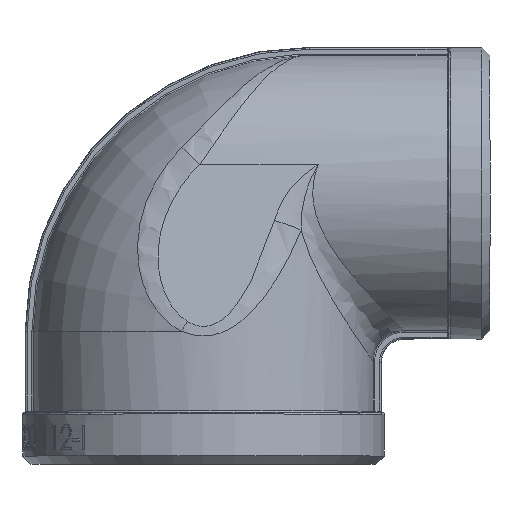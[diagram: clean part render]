
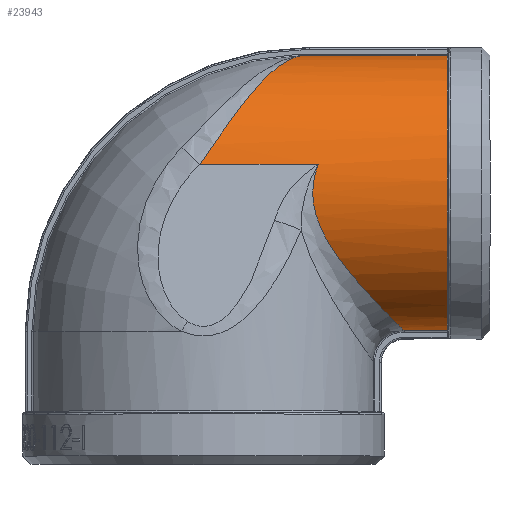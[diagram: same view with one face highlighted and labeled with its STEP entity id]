
A CAD part, top view. The second image highlights one B-rep face of the part: STEP entity #23943.
In plain terms, the highlighted cylindrical face has radius 26.75 mm (diameter 53.5 mm), a partial arc.
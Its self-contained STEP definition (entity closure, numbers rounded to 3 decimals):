
#1703 = LINE ( 'NONE', #1798, #11010 ) ;
#1761 = CARTESIAN_POINT ( 'NONE',  ( 21.833, 4.459, 26.399 ) ) ;
#1765 = CARTESIAN_POINT ( 'NONE',  ( 21.217, 2.235, 26.73 ) ) ;
#1766 = CARTESIAN_POINT ( 'NONE',  ( 47.2, 0., 0. ) ) ;
#1769 = CARTESIAN_POINT ( 'NONE',  ( 38.852, -26.606, 2.769 ) ) ;
#1770 = CARTESIAN_POINT ( 'NONE',  ( 30.89, -18.454, 19.682 ) ) ;
#1776 = DIRECTION ( 'NONE',  ( -1., 0., 0. ) ) ;
#1781 = DIRECTION ( 'NONE',  ( 0., 0., 1. ) ) ;
#1785 = CARTESIAN_POINT ( 'NONE',  ( 38.621, -26.381, 4.926 ) ) ;
#1786 = CARTESIAN_POINT ( 'NONE',  ( 34.687, -22.47, 14.964 ) ) ;
#1787 = CARTESIAN_POINT ( 'NONE',  ( 26.79, -13.594, 23.298 ) ) ;
#1788 = CARTESIAN_POINT ( 'NONE',  ( 22.969, -7.948, 25.811 ) ) ;
#1790 = CARTESIAN_POINT ( 'NONE',  ( 37.591, -25.379, 9.256 ) ) ;
#1791 = CARTESIAN_POINT ( 'NONE',  ( 21.04, -2.403, 26.819 ) ) ;
#1792 = CARTESIAN_POINT ( 'NONE',  ( 22.234, 5.536, 26.171 ) ) ;
#1798 = CARTESIAN_POINT ( 'NONE',  ( 27.75, 5.536, 26.171 ) ) ;
#1800 = DIRECTION ( 'NONE',  ( 1., 0., 0. ) ) ;
#7345 = VERTEX_POINT ( 'NONE', #17358 ) ;
#7400 = VERTEX_POINT ( 'NONE', #17503 ) ;
#7423 = VERTEX_POINT ( 'NONE', #17513 ) ;
#7427 = VERTEX_POINT ( 'NONE', #17478 ) ;
#7433 = VERTEX_POINT ( 'NONE', #17543 ) ;
#7452 = VERTEX_POINT ( 'NONE', #17607 ) ;
#7573 = EDGE_LOOP ( 'NONE', ( #7835, #7808, #7788, #7815, #7880, #7892 ) ) ;
#7788 = ORIENTED_EDGE ( 'NONE', *, *, #25187, .F. ) ;
#7808 = ORIENTED_EDGE ( 'NONE', *, *, #25199, .T. ) ;
#7815 = ORIENTED_EDGE ( 'NONE', *, *, #25274, .T. ) ;
#7835 = ORIENTED_EDGE ( 'NONE', *, *, #25271, .T. ) ;
#7880 = ORIENTED_EDGE ( 'NONE', *, *, #25272, .F. ) ;
#7892 = ORIENTED_EDGE ( 'NONE', *, *, #25232, .T. ) ;
#10961 = VECTOR ( 'NONE', #15630, 1000. ) ;
#11010 = VECTOR ( 'NONE', #1800, 1000. ) ;
#11029 = VECTOR ( 'NONE', #15758, 1000. ) ;
#11030 = CIRCLE ( 'NONE', #11040, 26.75 ) ;
#11040 = AXIS2_PLACEMENT_3D ( 'NONE', #1766, #1776, #1781 ) ;
#15573 = CARTESIAN_POINT ( 'NONE',  ( 0.347, 7.001, 25.861 ) ) ;
#15588 = CARTESIAN_POINT ( 'NONE',  ( 3.37, 11.367, 24.562 ) ) ;
#15592 = CARTESIAN_POINT ( 'NONE',  ( 13.725, 24.384, 12.419 ) ) ;
#15596 = CARTESIAN_POINT ( 'NONE',  ( 19.012, 26.606, 2.769 ) ) ;
#15600 = CARTESIAN_POINT ( 'NONE',  ( 8.232, 18.285, 20.343 ) ) ;
#15603 = CARTESIAN_POINT ( 'NONE',  ( -0.673, 5.536, 26.171 ) ) ;
#15611 = CARTESIAN_POINT ( 'NONE',  ( 17.265, 26.269, 6.007 ) ) ;
#15623 = CARTESIAN_POINT ( 'NONE',  ( 27.75, 26.606, 2.769 ) ) ;
#15630 = DIRECTION ( 'NONE',  ( -1., 0., 0. ) ) ;
#15650 = LINE ( 'NONE', #15623, #10961 ) ;
#15758 = DIRECTION ( 'NONE',  ( 1., 0., 0. ) ) ;
#15764 = LINE ( 'NONE', #15771, #11029 ) ;
#15771 = CARTESIAN_POINT ( 'NONE',  ( 27.75, -26.606, 2.769 ) ) ;
#17358 = CARTESIAN_POINT ( 'NONE',  ( 47.2, -26.606, 2.769 ) ) ;
#17478 = CARTESIAN_POINT ( 'NONE',  ( 19.012, 26.606, 2.769 ) ) ;
#17503 = CARTESIAN_POINT ( 'NONE',  ( -0.673, 5.536, 26.171 ) ) ;
#17513 = CARTESIAN_POINT ( 'NONE',  ( 38.852, -26.606, 2.769 ) ) ;
#17543 = CARTESIAN_POINT ( 'NONE',  ( 47.2, 26.606, 2.769 ) ) ;
#17607 = CARTESIAN_POINT ( 'NONE',  ( 22.234, 5.536, 26.171 ) ) ;
#18116 = FACE_OUTER_BOUND ( 'NONE', #7573, .T. ) ;
#18124 = CARTESIAN_POINT ( 'NONE',  ( 27.75, 0., 0. ) ) ;
#18128 = DIRECTION ( 'NONE',  ( 1., 0., 0. ) ) ;
#18135 = CYLINDRICAL_SURFACE ( 'NONE', #26707, 26.75 ) ;
#18136 = DIRECTION ( 'NONE',  ( 0., 1., 0. ) ) ;
#23943 = ADVANCED_FACE ( 'NONE', ( #18116 ), #18135, .T. ) ;
#25187 = EDGE_CURVE ( 'NONE', #7400, #7427, #25901, .T. ) ;
#25199 = EDGE_CURVE ( 'NONE', #7433, #7427, #15650, .T. ) ;
#25232 = EDGE_CURVE ( 'NONE', #7423, #7345, #15764, .T. ) ;
#25271 = EDGE_CURVE ( 'NONE', #7345, #7433, #11030, .T. ) ;
#25272 = EDGE_CURVE ( 'NONE', #7423, #7452, #25883, .T. ) ;
#25274 = EDGE_CURVE ( 'NONE', #7400, #7452, #1703, .T. ) ;
#25883 = B_SPLINE_CURVE_WITH_KNOTS ( 'NONE', 3,
 ( #1769, #1785, #1790, #1786, #1770, #1787, #1788, #1791, #1765, #1761, #1792 ),
 .UNSPECIFIED., .F., .F.,
 ( 4, 1, 1, 1, 1, 1, 1, 1, 4 ),
 ( 0.006, 0.141, 0.284, 0.428, 0.571, 0.714, 0.857, 0.928, 1. ),
 .UNSPECIFIED. ) ;
#25901 = B_SPLINE_CURVE_WITH_KNOTS ( 'NONE', 3,
 ( #15603, #15573, #15588, #15600, #15592, #15611, #15596 ),
 .UNSPECIFIED., .F., .F.,
 ( 4, 1, 1, 1, 4 ),
 ( 0., 0.143, 0.429, 0.714, 0.992 ),
 .UNSPECIFIED. ) ;
#26707 = AXIS2_PLACEMENT_3D ( 'NONE', #18124, #18128, #18136 ) ;
